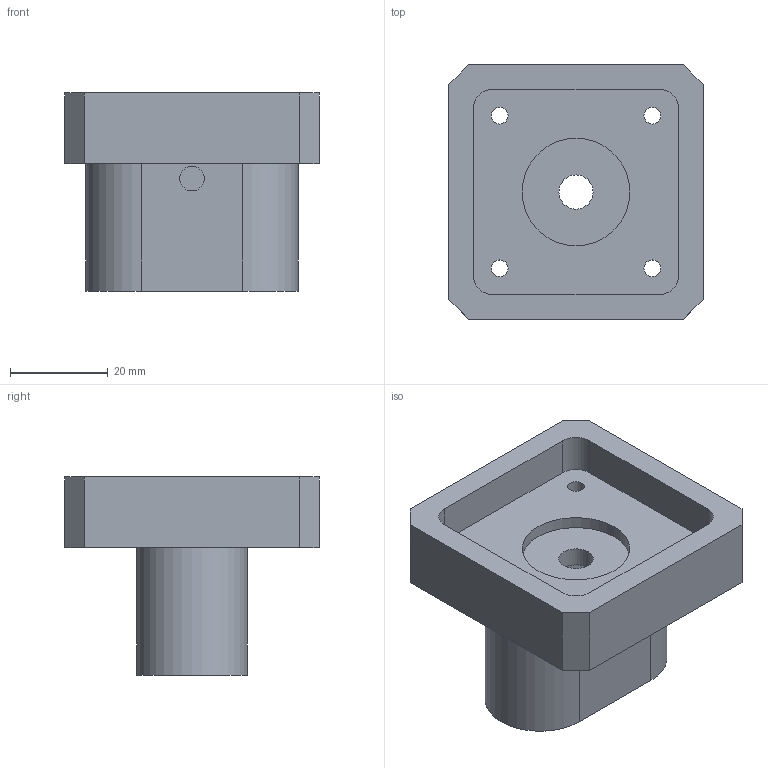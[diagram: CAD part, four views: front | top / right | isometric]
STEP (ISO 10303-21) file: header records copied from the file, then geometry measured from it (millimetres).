
FILE_DESCRIPTION(/* description */ (''),/* implementation_level */ '2;1');
FILE_NAME(/* name */ 'Motorbevestiging.stp',/* time_stamp */ '2018-03-09T08:39:46+01:00',/* author */ ('veldhuijzen'),/* organization */ (''),/* preprocessor_version */ 'ST-DEVELOPER v16.13',/* originating_system */ 'Autodesk Inventor 2018',/* authorisation */ '');
FILE_SCHEMA (('AUTOMOTIVE_DESIGN { 1 0 10303 214 3 1 1 }'));
Length unit declared in the file: millimetre
Products named in the file (1): Motorbevestiging
Bounding box: 52 x 52 x 40.5 mm (x, y, z)
Volume: 35670.1 mm3; surface area: 15114.9 mm2
Topology: 1 solids, 1 shells, 47 faces, 117 edges, 80 vertices
Faces by surface type: plane 26, cylinder 21
Full cylindrical faces by diameter (mm): 2.459 x2, 3.4 x4, 5 x1, 5.5 x4, 7 x1, 22 x1
Entity records: 1402 total; most frequent: DIRECTION 240, CARTESIAN_POINT 222, ORIENTED_EDGE 196, EDGE_CURVE 98, AXIS2_PLACEMENT_3D 92, EDGE_LOOP 84, VERTEX_POINT 74, LINE 56
